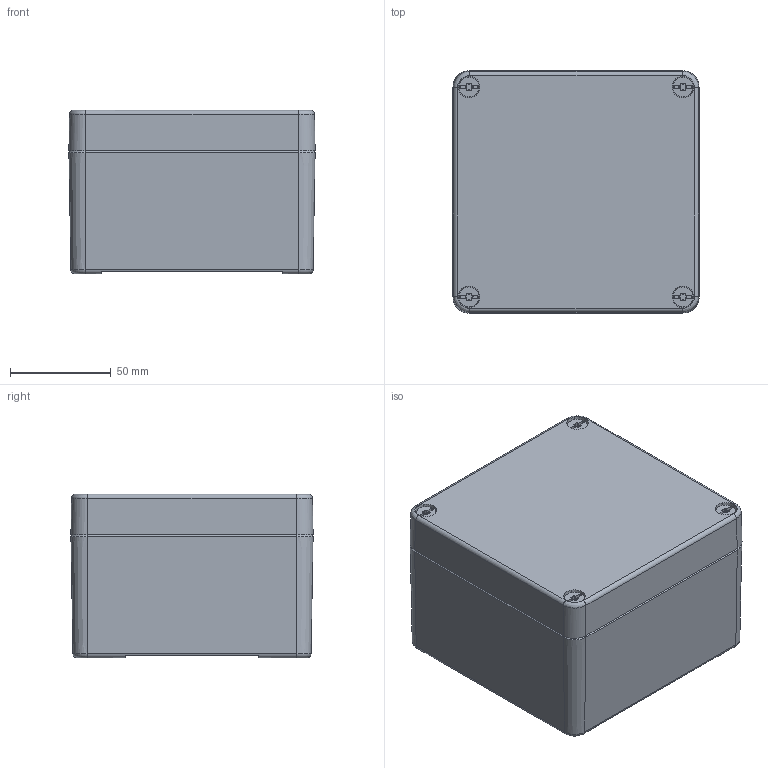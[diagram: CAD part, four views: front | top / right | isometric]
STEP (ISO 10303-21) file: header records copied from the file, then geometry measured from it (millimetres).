
FILE_DESCRIPTION(('CATIA V5R24 STEP','CAx-IF Rec.Pracs.--- Model Styling and Organization---1.2---2011-12-15'),'2;1');
FILE_NAME ('D1465030_0', '2018-04-12T11:38:04+00:00', ('Weidmueller Interface'), ('Weidmueller'), 'CATIA Version 5-6 Release 2014 SP4 HF52', 'CATIA V5 STEP AP214', 'none');
FILE_SCHEMA(('AUTOMOTIVE_DESIGN { 1 0 10303 214 1 1 1 1 }'));
Length unit declared in the file: millimetre
Products named in the file (1): K41_Zusammenbau
Bounding box: 122 x 120 x 81 mm (x, y, z)
Volume: 338289.6 mm3; surface area: 155288.7 mm2
Topology: 9 solids, 9 shells, 810 faces, 2006 edges, 1282 vertices
Faces by surface type: plane 353, cylinder 209, cone 158, torus 26, revolution 24, bspline 16, extrusion 16, sphere 8
Entity records: 26919 total; most frequent: CARTESIAN_POINT 8998, ORIENTED_EDGE 3996, DIRECTION 2933, EDGE_CURVE 1998, AXIS2_PLACEMENT_3D 1322, VERTEX_POINT 1282, VECTOR 1041, LINE 1025
